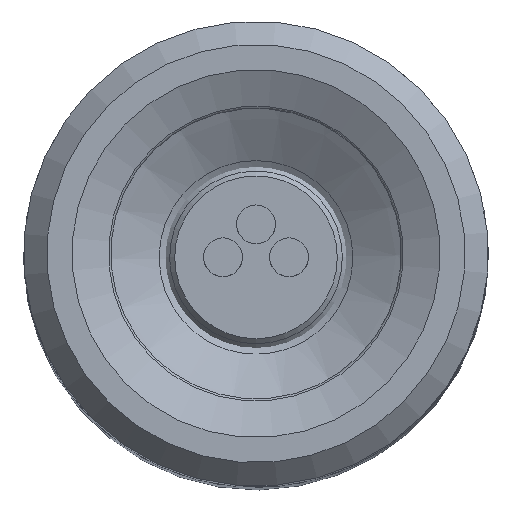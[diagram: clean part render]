
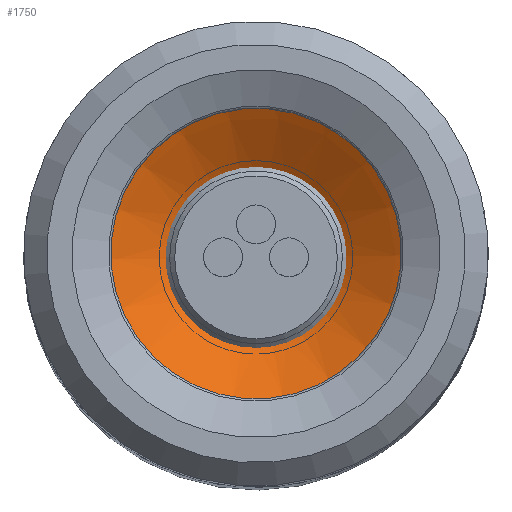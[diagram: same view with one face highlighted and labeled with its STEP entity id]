
A CAD part, top view. The second image highlights one B-rep face of the part: STEP entity #1750.
In plain terms, the highlighted conical face has half-angle 59 degrees and reference radius 3.615 mm.
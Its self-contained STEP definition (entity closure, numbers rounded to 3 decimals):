
#184=CONICAL_SURFACE('',#1954,3.615,1.03);
#214=LINE('',#2792,#286);
#286=VECTOR('',#2260,3.615);
#405=FACE_OUTER_BOUND('',#517,.T.);
#517=EDGE_LOOP('',(#1276,#1277,#1278,#1279));
#655=CIRCLE('',#1955,5.);
#656=CIRCLE('',#1956,2.23);
#782=VERTEX_POINT('',#2789);
#783=VERTEX_POINT('',#2791);
#972=EDGE_CURVE('',#782,#782,#655,.T.);
#973=EDGE_CURVE('',#782,#783,#214,.T.);
#974=EDGE_CURVE('',#783,#783,#656,.T.);
#1276=ORIENTED_EDGE('',*,*,#972,.T.);
#1277=ORIENTED_EDGE('',*,*,#973,.T.);
#1278=ORIENTED_EDGE('',*,*,#974,.T.);
#1279=ORIENTED_EDGE('',*,*,#973,.F.);
#1750=ADVANCED_FACE('',(#405),#184,.F.);
#1954=AXIS2_PLACEMENT_3D('',#2788,#2256,#2257);
#1955=AXIS2_PLACEMENT_3D('',#2790,#2258,#2259);
#1956=AXIS2_PLACEMENT_3D('',#2793,#2261,#2262);
#2256=DIRECTION('center_axis',(0.,0.,1.));
#2257=DIRECTION('ref_axis',(-1.,0.,0.));
#2258=DIRECTION('center_axis',(0.,0.,1.));
#2259=DIRECTION('ref_axis',(-1.,0.,0.));
#2260=DIRECTION('',(-0.857,0.,-0.515));
#2261=DIRECTION('center_axis',(0.,0.,-1.));
#2262=DIRECTION('ref_axis',(-1.,0.,0.));
#2788=CARTESIAN_POINT('Origin',(0.,0.,4.332));
#2789=CARTESIAN_POINT('',(5.,0.,5.165));
#2790=CARTESIAN_POINT('Origin',(0.,0.,5.165));
#2791=CARTESIAN_POINT('',(2.23,0.,3.5));
#2792=CARTESIAN_POINT('',(3.615,0.,4.332));
#2793=CARTESIAN_POINT('Origin',(0.,0.,3.5));
